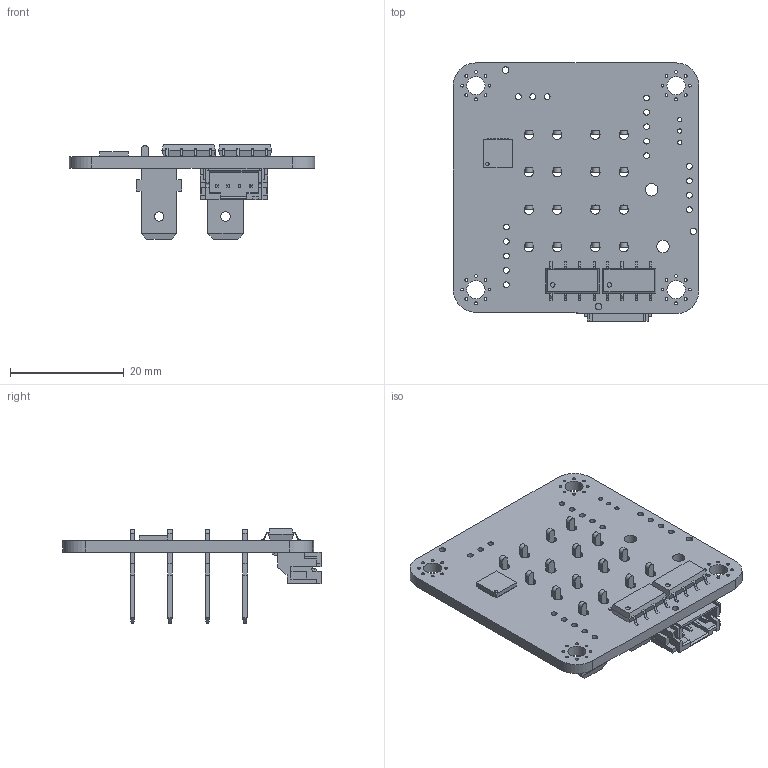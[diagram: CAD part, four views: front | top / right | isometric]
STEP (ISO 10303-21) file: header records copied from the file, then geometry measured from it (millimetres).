
FILE_DESCRIPTION(('KiCad electronic assembly'),'2;1');
FILE_NAME('SprinklerBoardESP32V3.step','2023-06-23T21:14:20',('Pcbnew'), ('Kicad'),'Open CASCADE STEP processor 7.6','KiCad to STEP converter', 'Unknown');
FILE_SCHEMA(('AUTOMOTIVE_DESIGN { 1 0 10303 214 1 1 1 1 }'));
Length unit declared in the file: millimetre
Products named in the file (10): SprinklerBoardESP32V3 1; ESP32-C3; COMPOUND; G3VM-62J1--3DModel-STEP-1; SOLID; S4B-PH-SM4-TB; 725964-2; _autosave-SprinklerBoardESP32V3 PCB
Assembly tree (17 placements, depth 3):
  SprinklerBoardESP32V3 1
    ESP32-C3
      COMPOUND
    G3VM-62J1--3DModel-STEP-1  x2
      SOLID
    S4B-PH-SM4-TB
      COMPOUND
    725964-2  x8
      COMPOUND
    _autosave-SprinklerBoardESP32V3 PCB
Bounding box: 43.25 x 45.46 x 16.66 mm (x, y, z)
Volume: 4478.5 mm3; surface area: 7220.9 mm2
Topology: 48 solids, 48 shells, 867 faces, 2170 edges, 1430 vertices
Faces by surface type: plane 699, cylinder 168
Full cylindrical faces by diameter (mm): 0.5 x32, 0.625 x1, 0.75 x3, 1 x17, 1.152 x3, 1.64 x16, 2.2 x2, 3.2 x4
Entity records: 40262 total; most frequent: CARTESIAN_POINT 7475, DIRECTION 5859, LINE 3963, VECTOR 3963, ORIENTED_EDGE 3020, PCURVE 3020, DEFINITIONAL_REPRESENTATION 3020, EDGE_CURVE 1510
